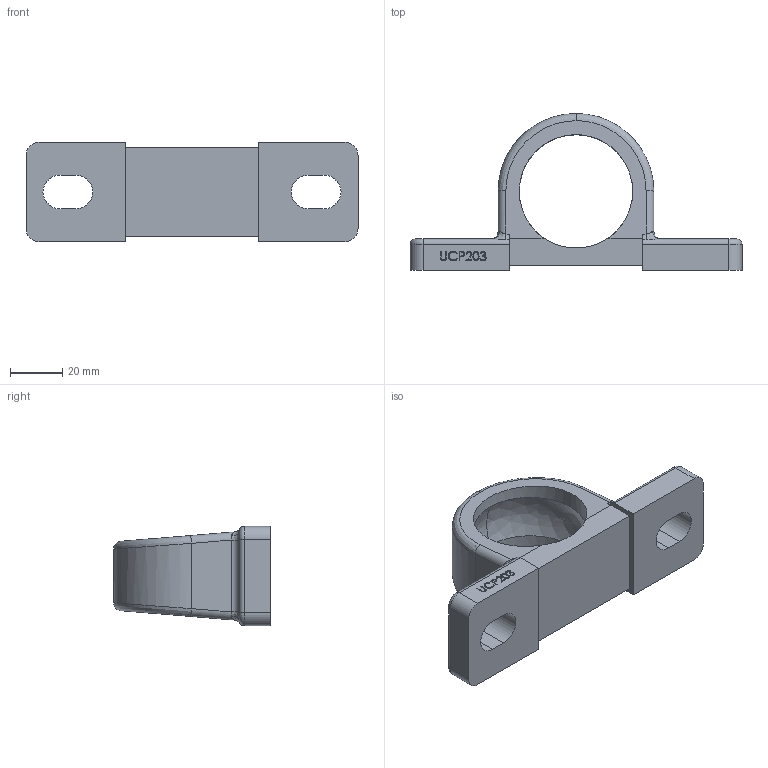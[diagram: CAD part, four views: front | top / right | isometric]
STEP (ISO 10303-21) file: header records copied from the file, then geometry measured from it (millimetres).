
FILE_DESCRIPTION (( 'STEP AP203' ), '1' );
FILE_NAME ('UCP203.STEP', '2023-10-21T08:10:44', ( '' ), ( '' ), 'SwSTEP 2.0', 'SolidWorks 2017', '' );
FILE_SCHEMA (( 'CONFIG_CONTROL_DESIGN' ));
Length unit declared in the file: millimetre
Products named in the file (1): UCP203
Bounding box: 127 x 60 x 38 mm (x, y, z)
Volume: 72794.8 mm3; surface area: 21321.3 mm2
Topology: 1 solids, 1 shells, 153 faces, 416 edges, 269 vertices
Faces by surface type: bspline 62, plane 56, cylinder 29, torus 4, sphere 2
Entity records: 8268 total; most frequent: CARTESIAN_POINT 4769, ORIENTED_EDGE 822, DIRECTION 530, EDGE_CURVE 411, VERTEX_POINT 266, VECTOR 216, LINE 216, EDGE_LOOP 165
